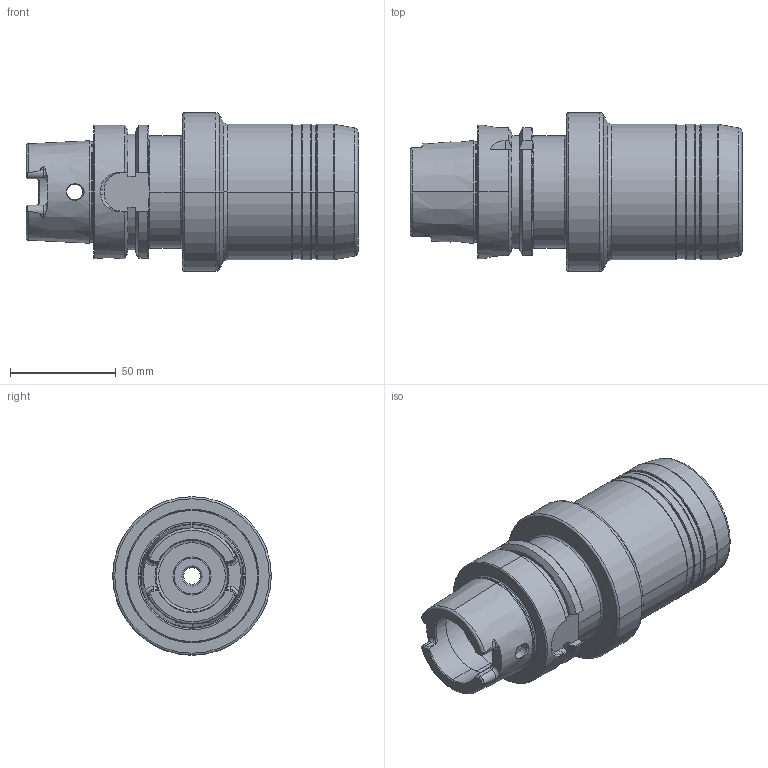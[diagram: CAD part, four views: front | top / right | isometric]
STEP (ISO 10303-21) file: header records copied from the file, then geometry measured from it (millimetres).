
FILE_DESCRIPTION((''),'2;1');
FILE_NAME('WQ030-HSK63A-HC1_25-4_92','2020-03-26T',('MYPC'),(''),'PRO/ENGINEER BY PARAMETRIC TECHNOLOGY CORPORATION, 2012130','PRO/ENGINEER BY PARAMETRIC TECHNOLOGY CORPORATION, 2012130','');
FILE_SCHEMA(('CONFIG_CONTROL_DESIGN'));
Length unit declared in the file: inch
Products named in the file (1): WQ030-HSK63A-HC1_25-4_92
Bounding box: 156.99 x 74.98 x 74.98 mm (x, y, z)
Volume: 347004.9 mm3; surface area: 54181.7 mm2
Topology: 1 solids, 2 shells, 229 faces, 546 edges, 326 vertices
Faces by surface type: cylinder 67, plane 60, cone 49, torus 49, bspline 4
Entity records: 7298 total; most frequent: CARTESIAN_POINT 1939, DIRECTION 1168, ORIENTED_EDGE 1088, EDGE_CURVE 546, AXIS2_PLACEMENT_3D 479, VERTEX_POINT 326, CIRCLE 253, EDGE_LOOP 242
